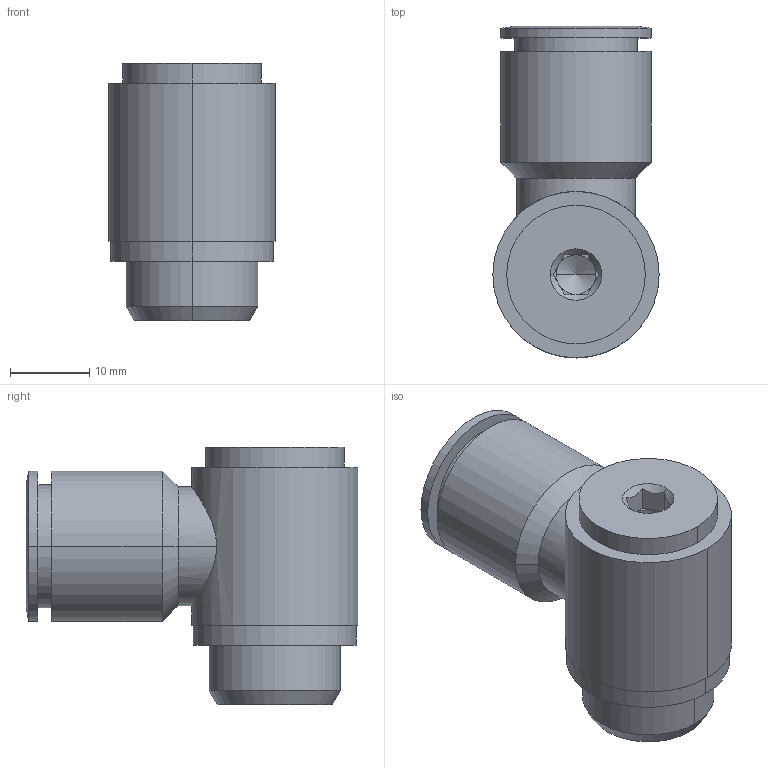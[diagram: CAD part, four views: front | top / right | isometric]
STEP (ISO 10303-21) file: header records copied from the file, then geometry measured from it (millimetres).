
FILE_DESCRIPTION((''),'2;1');
FILE_NAME('151238.stp','2003-05-26T16:57:03',('maffial1'),(''),'Autodesk Inventor (R) 6.0','Autodesk Inventor (R) 6.0','');
FILE_SCHEMA(('AUTOMOTIVE_DESIGN { 1 0 10303 214 1 1 1 1 }'));
Length unit declared in the file: millimetre
Products named in the file (1): 151238
Bounding box: 21 x 41.9 x 32.5 mm (x, y, z)
Volume: 10582.8 mm3; surface area: 5891.9 mm2
Topology: 1 solids, 1 shells, 57 faces, 135 edges, 84 vertices
Faces by surface type: plane 20, cylinder 18, bspline 13, cone 6
Entity records: 1857 total; most frequent: CARTESIAN_POINT 572, ORIENTED_EDGE 264, DIRECTION 263, EDGE_CURVE 132, AXIS2_PLACEMENT_3D 103, VERTEX_POINT 84, EDGE_LOOP 66, CIRCLE 58
